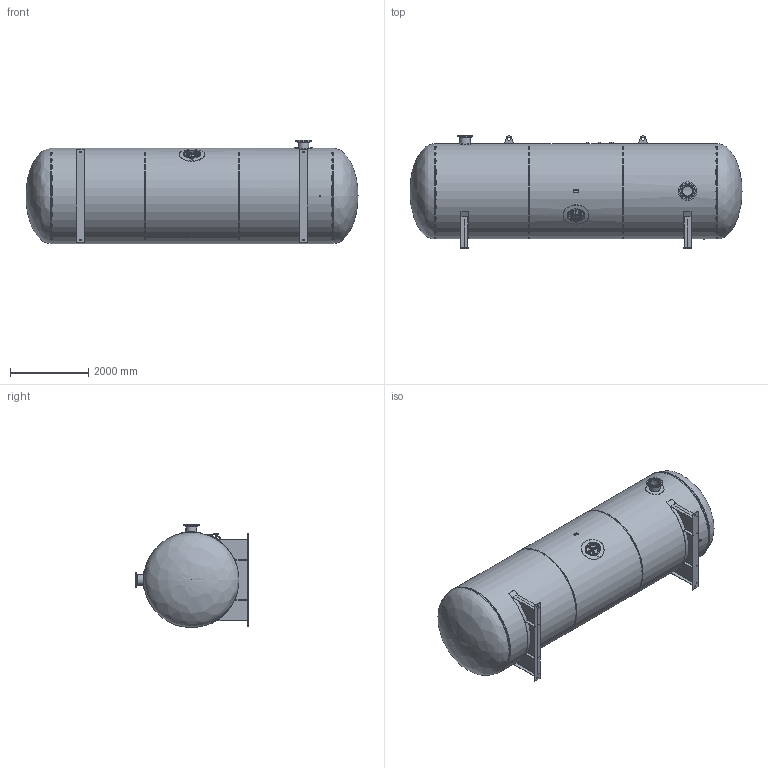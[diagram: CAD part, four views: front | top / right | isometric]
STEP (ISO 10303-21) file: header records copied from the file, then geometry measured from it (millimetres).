
FILE_DESCRIPTION(/* description */ ('HORIZONTAL AIR RECEIVER'),/* implementation_level */ '2;1');
FILE_NAME(/* name */ '237316.stp',/* time_stamp */ '2025-02-21T09:16:43-05:00',/* author */ ('Amber.Tiller'),/* organization */ ('STEEL FAB IF WE MAKE IT, VENDOR IF WE DON''T'),/* preprocessor_version */ 'ST-DEVELOPER v18.1',/* originating_system */ 'Autodesk Inventor 2022',/* authorisation */ 'CHECKERS BOSS');
FILE_SCHEMA (('AUTOMOTIVE_DESIGN { 1 0 10303 214 3 1 1 }'));
Length unit declared in the file: inch
Products named in the file (32): 237316; 131-973SF-SL1; 131-973SF-SL2; 131-973SF-SL3; 115653; 107155; 114462; 114426; 110574; 117619; S103404; 139550; 114851; 115849; 12.00 X 16.00 X 4.000 X 1.000 RNG; 12X16 300# COVER; S100343-1 GASKET; YOKE; B00005; ANSI B18.2.1 - 1-8x5.5; 131-973SF-NP; 151961; 129269; 151962; 129270; 151963; 151964; 147489; 114458; F402501; 139802; S111734
Assembly tree (43 placements, depth 3):
  237316
    131-973SF-SL1
    131-973SF-SL2
    131-973SF-SL3
    115653  x2
    107155
    114462
    114426
    110574
    117619
    S103404  x2
      139550
      114851
    115849
      12.00 X 16.00 X 4.000 X 1.000 RNG
      12X16 300# COVER
      S100343-1 GASKET
      YOKE  x2
      B00005  x2
      ANSI B18.2.1 - 1-8x5.5  x2
    131-973SF-NP
    151961  x2
      129269
      151962
      129270
      151963
      151964
    147489  x2
    114458
    F402501
    139802
    S111734  x2
Bounding box: 8496.3 x 2882.9 x 2641.6 mm (x, y, z)
Volume: 766311437.5 mm3; surface area: 151124375.2 mm2
Topology: 49 solids, 49 shells, 1038 faces, 2603 edges, 1706 vertices
Faces by surface type: plane 534, cylinder 213, bspline 202, cone 47, torus 42
Full cylindrical faces by diameter (mm): 10.668 x2, 10.719 x1, 21.971 x2, 25.4 x27, 28.575 x2, 30.302 x1, 44.45 x1, 50.8 x1, 55.169 x1, 63.5 x1, 65.481 x1, 76.2 x4, 82.55 x1, 89.048 x1, 91.948 x1, 107.95 x1, 254 x2, 254.508 x2, 271.78 x2, 273.05 x2, 276.352 x2, 304.8 x2, 323.85 x2, 406.4 x2, 477.85 x2, 2413 x2, 2419.352 x3, 2438.4 x2, 2438.402 x3
Entity records: 33345 total; most frequent: CARTESIAN_POINT 13940, ORIENTED_EDGE 4004, DIRECTION 3312, EDGE_CURVE 2002, VERTEX_POINT 1325, AXIS2_PLACEMENT_3D 1157, LINE 998, VECTOR 998
